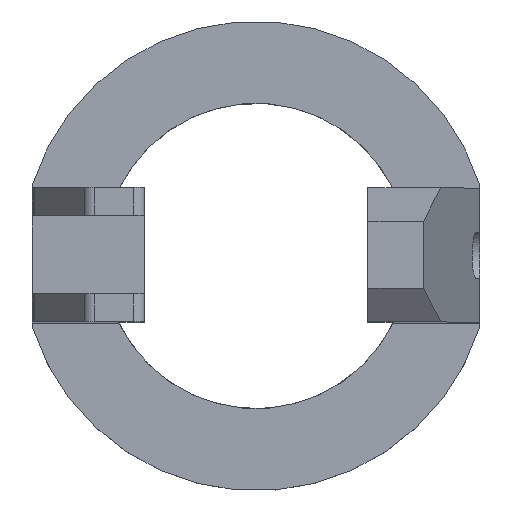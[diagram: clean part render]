
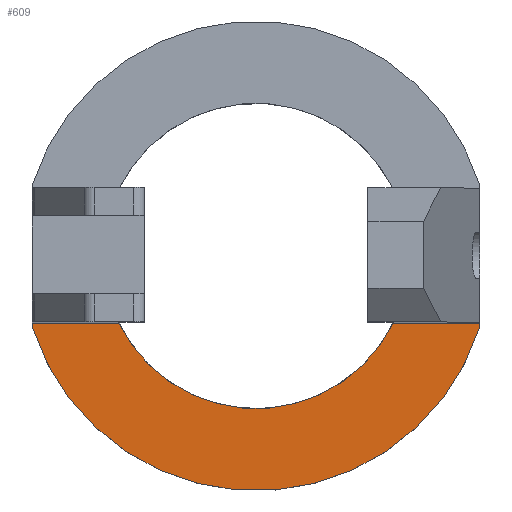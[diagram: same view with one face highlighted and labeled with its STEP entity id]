
A CAD part, top view. The second image highlights one B-rep face of the part: STEP entity #609.
In plain terms, the highlighted planar face has unit normal (0, 0, 1).
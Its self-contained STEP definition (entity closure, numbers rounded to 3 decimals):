
#90=CARTESIAN_POINT('',(-89.845,663.323,11.5));
#91=VERTEX_POINT('',#90);
#98=CARTESIAN_POINT('',(-65.323,663.323,11.5));
#99=VERTEX_POINT('',#98);
#100=CARTESIAN_POINT('',(-77.584,669.323,11.5));
#101=DIRECTION('',(0.,0.,-1.0));
#102=DIRECTION('',(0.0,1.0,0.));
#103=AXIS2_PLACEMENT_3D('',#100,#101,#102);
#104=CIRCLE('',#103,13.65);
#105=EDGE_CURVE('',#91,#99,#104,.F.);
#461=CARTESIAN_POINT('',(-97.584,662.92,11.5));
#462=VERTEX_POINT('',#461);
#469=CARTESIAN_POINT('',(-97.584,663.323,11.5));
#470=VERTEX_POINT('',#469);
#471=CARTESIAN_POINT('',(-97.584,678.503,11.5));
#472=DIRECTION('',(0.0,-1.0,0.0));
#473=VECTOR('',#472,1.0);
#474=LINE('',#471,#473);
#475=EDGE_CURVE('',#470,#462,#474,.T.);
#571=CARTESIAN_POINT('',(-77.584,669.323,11.5));
#572=DIRECTION('',(0.,0.,-1.0));
#573=DIRECTION('',(0.,-1.0,0.));
#574=AXIS2_PLACEMENT_3D('',#571,#572,#573);
#575=PLANE('',#574);
#576=ORIENTED_EDGE('',*,*,#105,.F.);
#577=CARTESIAN_POINT('',(-96.584,663.323,11.5));
#578=DIRECTION('',(-1.0,0.0,0.0));
#579=VECTOR('',#578,1.0);
#580=LINE('',#577,#579);
#581=EDGE_CURVE('',#91,#470,#580,.T.);
#582=ORIENTED_EDGE('',*,*,#581,.T.);
#583=ORIENTED_EDGE('',*,*,#475,.T.);
#584=CARTESIAN_POINT('',(-57.584,662.92,11.5));
#585=VERTEX_POINT('',#584);
#586=CARTESIAN_POINT('',(-77.584,669.323,11.5));
#587=DIRECTION('',(0.,0.,-1.0));
#588=DIRECTION('',(0.0,1.0,0.));
#589=AXIS2_PLACEMENT_3D('',#586,#587,#588);
#590=CIRCLE('',#589,21.0);
#591=EDGE_CURVE('',#462,#585,#590,.F.);
#592=ORIENTED_EDGE('',*,*,#591,.T.);
#593=CARTESIAN_POINT('',(-57.584,663.323,11.5));
#594=VERTEX_POINT('',#593);
#595=CARTESIAN_POINT('',(-57.584,660.181,11.5));
#596=DIRECTION('',(0.0,1.0,0.0));
#597=VECTOR('',#596,1.0);
#598=LINE('',#595,#597);
#599=EDGE_CURVE('',#585,#594,#598,.T.);
#600=ORIENTED_EDGE('',*,*,#599,.T.);
#601=CARTESIAN_POINT('',(-96.584,663.323,11.5));
#602=DIRECTION('',(-1.0,0.0,0.0));
#603=VECTOR('',#602,1.0);
#604=LINE('',#601,#603);
#605=EDGE_CURVE('',#594,#99,#604,.T.);
#606=ORIENTED_EDGE('',*,*,#605,.T.);
#607=EDGE_LOOP('',(#576,#582,#583,#592,#600,#606));
#608=FACE_OUTER_BOUND('',#607,.T.);
#609=ADVANCED_FACE('',(#608),#575,.F.);
